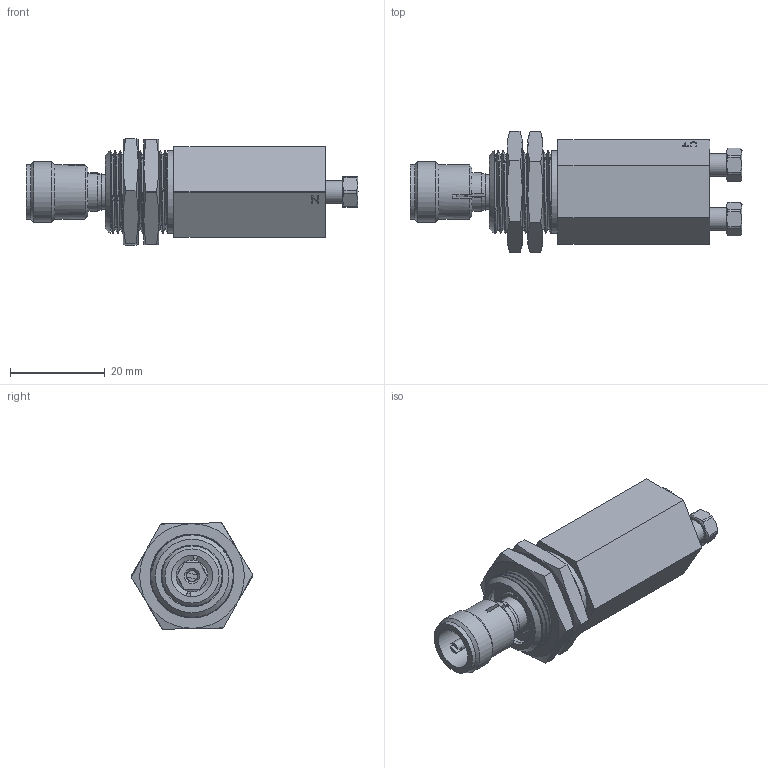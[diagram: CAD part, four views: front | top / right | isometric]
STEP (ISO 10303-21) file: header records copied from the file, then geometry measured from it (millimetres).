
FILE_DESCRIPTION((''),'2;1');
FILE_NAME('312394-CVA10GS1 Condyne combo valve.stp','2013-08-26T11:29:42',('Franzp'),(''),'Autodesk Inventor 2013','Autodesk Inventor 2013','');
FILE_SCHEMA(('AUTOMOTIVE_DESIGN { 1 0 10303 214 1 1 1 1 }'));
Length unit declared in the file: millimetre
Products named in the file (3): 3239a94; 322394; 313148
Assembly tree (3 placements, depth 2):
  3239a94
    322394
    313148  x2
Bounding box: 70.16 x 25.66 x 22.51 mm (x, y, z)
Volume: 1310.7 mm3; surface area: 8807.5 mm2
Topology: 2 solids, 14 shells, 145 faces, 459 edges, 325 vertices
Faces by surface type: plane 68, cylinder 47, cone 25, bspline 5
Full cylindrical faces by diameter (mm): 1.727 x2, 2.311 x1, 4.42 x1, 4.826 x2, 6.68 x1, 7.391 x1, 8.76 x1, 11.43 x2, 12.7 x1, 13.081 x1, 14.199 x1, 15.873 x2, 16.307 x2, 17.399 x1
Entity records: 9385 total; most frequent: CARTESIAN_POINT 5832, DIRECTION 674, ORIENTED_EDGE 589, EDGE_CURVE 362, VERTEX_POINT 280, AXIS2_PLACEMENT_3D 255, EDGE_LOOP 183, VECTOR 164
